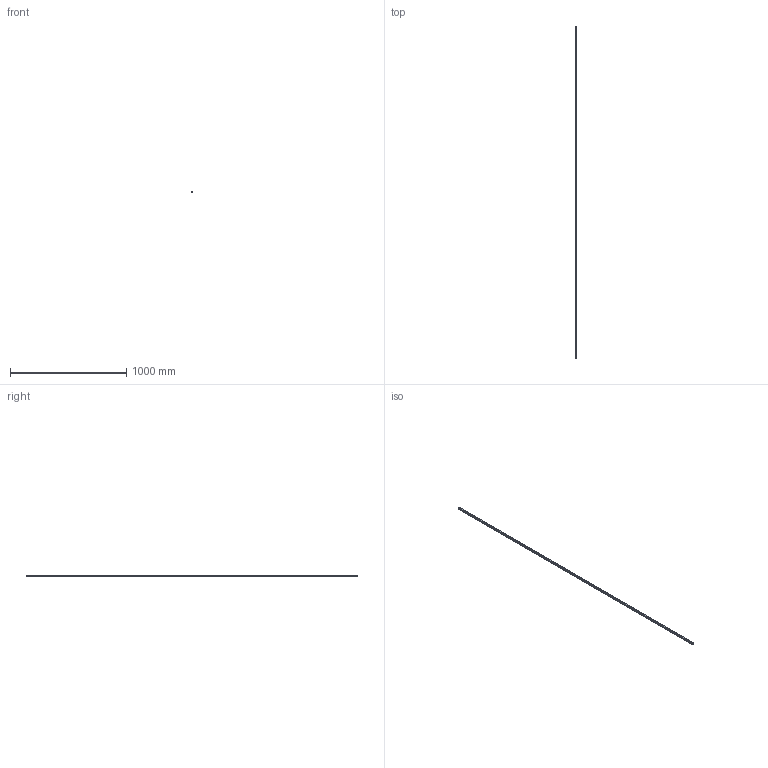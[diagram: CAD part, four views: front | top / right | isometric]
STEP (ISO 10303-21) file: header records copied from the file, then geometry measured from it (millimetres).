
FILE_DESCRIPTION(('STEP AP214'),'1');
FILE_NAME('cctmp_BE58556E-B96B-437D-A1DE-3410063DF824_2020_6_9_15_21_24_387..stp','2020-06-09T13:21:24',('HIWIN GmbH'),('CADClick - www.CADClick.com'),'Spatial InterOp 3D',' ','unknown authorization');
FILE_SCHEMA(('AUTOMOTIVE_DESIGN'));
Length unit declared in the file: millimetre
Products named in the file (1): HGR15R2850H_FILE
Bounding box: 15 x 2850 x 15 mm (x, y, z)
Volume: 523453.7 mm3; surface area: 189902.9 mm2
Topology: 1 solids, 1 shells, 547 faces, 1191 edges, 794 vertices
Faces by surface type: cylinder 314, plane 233
Entity records: 19633 total; most frequent: DIRECTION 2915, CARTESIAN_POINT 2533, ORIENTED_EDGE 2382, EDGE_CURVE 1191, AXIS2_PLACEMENT_3D 1176, VERTEX_POINT 794, EDGE_LOOP 695, CIRCLE 628
